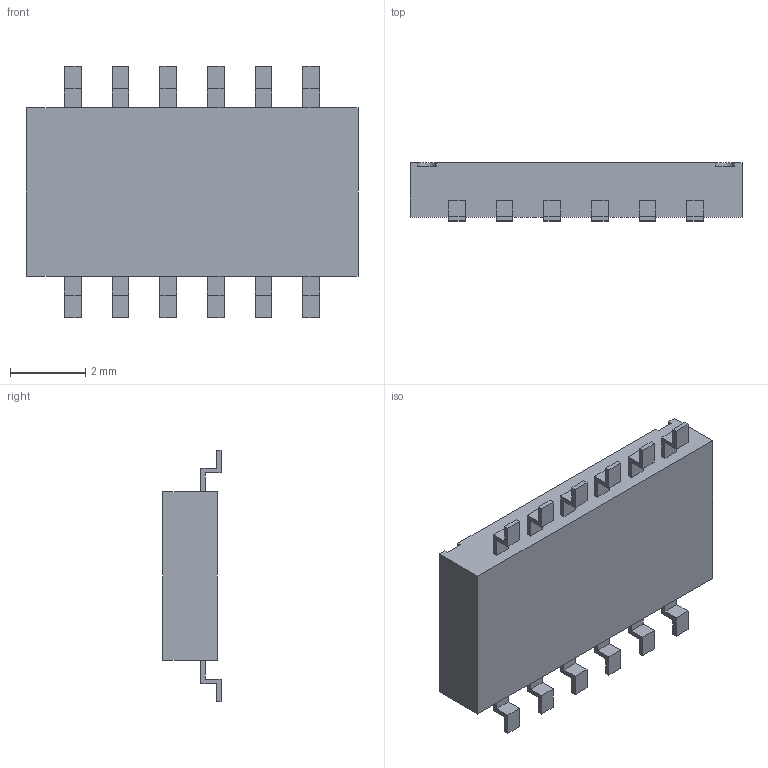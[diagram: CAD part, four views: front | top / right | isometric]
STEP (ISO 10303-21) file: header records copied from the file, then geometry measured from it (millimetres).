
FILE_DESCRIPTION (( 'STEP AP214' ), '1' );
FILE_NAME ('A6H_6101.step', '2018-02-13T22:29:47', ( 'OSMC1.0 ' ), ( ' ' ), 'SwSTEP 2.0', 'SolidWorks 2002025', '' );
FILE_SCHEMA (( 'AUTOMOTIVE_DESIGN' ));
Length unit declared in the file: millimetre
Products named in the file (1): A6H_6101
Bounding box: 8.85 x 1.55 x 6.7 mm (x, y, z)
Volume: 53.9 mm3; surface area: 156.4 mm2
Topology: 1 solids, 1 shells, 192 faces, 498 edges, 332 vertices
Faces by surface type: plane 186, cylinder 6
Entity records: 6701 total; most frequent: CARTESIAN_POINT 1023, ORIENTED_EDGE 996, DIRECTION 896, EDGE_CURVE 498, LINE 486, VECTOR 486, VERTEX_POINT 332, EDGE_LOOP 216
